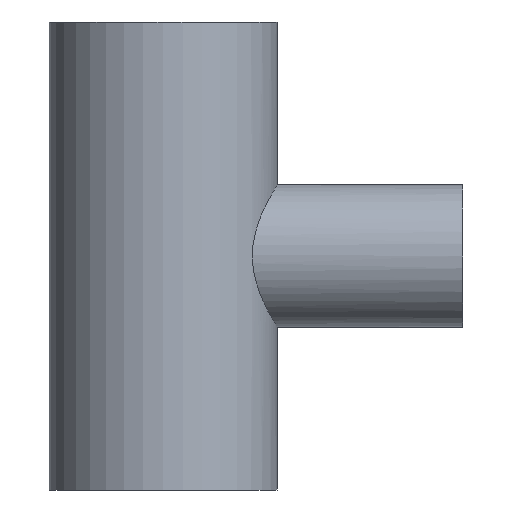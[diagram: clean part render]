
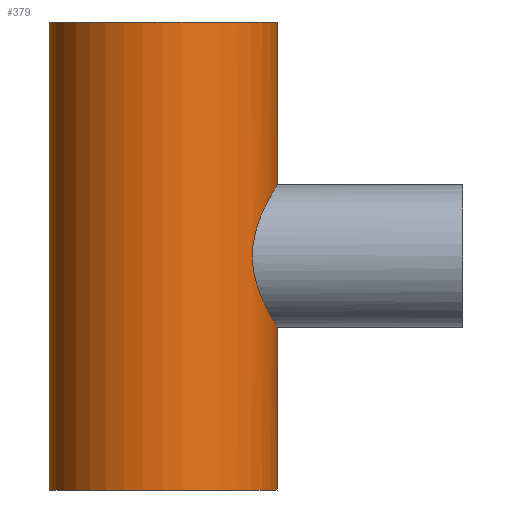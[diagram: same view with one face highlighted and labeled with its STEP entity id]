
A CAD part, front view. The second image highlights one B-rep face of the part: STEP entity #379.
In plain terms, the highlighted cylindrical face has radius 40 mm (diameter 80 mm), a partial arc.
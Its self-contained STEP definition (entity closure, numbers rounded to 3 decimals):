
#8 = CARTESIAN_POINT ( 'NONE',  ( 31.91, -24.122, -6.619 ) ) ;
#19 = CARTESIAN_POINT ( 'NONE',  ( 37.963, -12.683, 21.605 ) ) ;
#23 = CARTESIAN_POINT ( 'NONE',  ( 39.583, -5.816, 24.328 ) ) ;
#31 = CARTESIAN_POINT ( 'NONE',  ( 32.273, -23.633, -8.195 ) ) ;
#61 = VERTEX_POINT ( 'NONE', #420 ) ;
#81 = CARTESIAN_POINT ( 'NONE',  ( 31.75, -24.331, -5.805 ) ) ;
#96 = CARTESIAN_POINT ( 'NONE',  ( 40., 0., 82. ) ) ;
#99 = DIRECTION ( 'NONE',  ( 0., 0., -1. ) ) ;
#114 = CARTESIAN_POINT ( 'NONE',  ( 35.307, -18.808, 16.489 ) ) ;
#122 = CARTESIAN_POINT ( 'NONE',  ( 39.787, -4.203, -24.658 ) ) ;
#127 = CARTESIAN_POINT ( 'NONE',  ( 32.28, -23.624, 8.222 ) ) ;
#133 = EDGE_CURVE ( 'NONE', #738, #1205, #143, .T. ) ;
#142 = ORIENTED_EDGE ( 'NONE', *, *, #243, .F. ) ;
#143 = LINE ( 'NONE', #929, #944 ) ;
#171 = CARTESIAN_POINT ( 'NONE',  ( 36.417, -16.595, 18.765 ) ) ;
#178 = FACE_OUTER_BOUND ( 'NONE', #247, .T. ) ;
#198 = CARTESIAN_POINT ( 'NONE',  ( 39.973, -1.701, -24.956 ) ) ;
#213 = CARTESIAN_POINT ( 'NONE',  ( 39.479, -6.64, -24.159 ) ) ;
#219 = CARTESIAN_POINT ( 'NONE',  ( -40., 0., 82. ) ) ;
#226 = DIRECTION ( 'NONE',  ( 1., 0., 0. ) ) ;
#238 = DIRECTION ( 'NONE',  ( 0., 0., 1. ) ) ;
#243 = EDGE_CURVE ( 'NONE', #389, #738, #720, .T. ) ;
#247 = EDGE_LOOP ( 'NONE', ( #291, #142, #762, #479, #1081, #728 ) ) ;
#254 = VERTEX_POINT ( 'NONE', #977 ) ;
#256 = AXIS2_PLACEMENT_3D ( 'NONE', #814, #238, #1097 ) ;
#272 = CARTESIAN_POINT ( 'NONE',  ( 38.412, -11.27, -22.377 ) ) ;
#284 = VERTEX_POINT ( 'NONE', #937 ) ;
#291 = ORIENTED_EDGE ( 'NONE', *, *, #133, .F. ) ;
#302 = CARTESIAN_POINT ( 'NONE',  ( 39.154, -8.221, 23.624 ) ) ;
#312 = CARTESIAN_POINT ( 'NONE',  ( 35.587, -18.275, 17.078 ) ) ;
#324 = CARTESIAN_POINT ( 'NONE',  ( 40., 0., 25. ) ) ;
#326 = CARTESIAN_POINT ( 'NONE',  ( 36.958, -15.315, -19.776 ) ) ;
#379 = ADVANCED_FACE ( 'NONE', ( #178 ), #752, .T. ) ;
#387 = CARTESIAN_POINT ( 'NONE',  ( 0., 0., 82. ) ) ;
#389 = VERTEX_POINT ( 'NONE', #868 ) ;
#396 = CARTESIAN_POINT ( 'NONE',  ( 36.422, -16.54, -18.751 ) ) ;
#404 = CARTESIAN_POINT ( 'NONE',  ( 33.163, -22.37, -11.191 ) ) ;
#411 = CARTESIAN_POINT ( 'NONE',  ( 34.471, -20.294, 14.606 ) ) ;
#418 = CARTESIAN_POINT ( 'NONE',  ( 33.66, -21.635, 12.627 ) ) ;
#420 = CARTESIAN_POINT ( 'NONE',  ( 40., 0., -82. ) ) ;
#437 = AXIS2_PLACEMENT_3D ( 'NONE', #701, #797, #226 ) ;
#461 = CARTESIAN_POINT ( 'NONE',  ( 33.152, -22.396, 11.227 ) ) ;
#477 = DIRECTION ( 'NONE',  ( 0., 0., -1. ) ) ;
#479 = ORIENTED_EDGE ( 'NONE', *, *, #522, .T. ) ;
#489 = CARTESIAN_POINT ( 'NONE',  ( 33.671, -21.598, -12.617 ) ) ;
#500 = CARTESIAN_POINT ( 'NONE',  ( 31.295, -24.913, 2.127 ) ) ;
#515 = CARTESIAN_POINT ( 'NONE',  ( 34.888, -19.569, 15.564 ) ) ;
#522 = EDGE_CURVE ( 'NONE', #254, #61, #635, .T. ) ;
#540 = VECTOR ( 'NONE', #1178, 1000. ) ;
#555 = CARTESIAN_POINT ( 'NONE',  ( 36.008, -17.423, -17.933 ) ) ;
#563 = CARTESIAN_POINT ( 'NONE',  ( 40., 0., 82. ) ) ;
#566 = DIRECTION ( 'NONE',  ( -1., 0., 0. ) ) ;
#583 = CARTESIAN_POINT ( 'NONE',  ( 36.147, -17.132, -18.211 ) ) ;
#588 = LINE ( 'NONE', #219, #540 ) ;
#597 = CARTESIAN_POINT ( 'NONE',  ( 31.497, -24.658, 4.205 ) ) ;
#603 = CARTESIAN_POINT ( 'NONE',  ( 31.913, -24.118, 6.636 ) ) ;
#635 = CIRCLE ( 'NONE', #256, 40. ) ;
#654 = CARTESIAN_POINT ( 'NONE',  ( 31.269, -24.945, 1.707 ) ) ;
#664 = LINE ( 'NONE', #96, #723 ) ;
#683 = CARTESIAN_POINT ( 'NONE',  ( 38.983, -8.998, 23.339 ) ) ;
#694 = CARTESIAN_POINT ( 'NONE',  ( 36.557, -16.238, -19.013 ) ) ;
#701 = CARTESIAN_POINT ( 'NONE',  ( 0., 0., 82. ) ) ;
#707 = CARTESIAN_POINT ( 'NONE',  ( 40., -1.702, 25. ) ) ;
#709 = CARTESIAN_POINT ( 'NONE',  ( 37.96, -12.69, -21.599 ) ) ;
#720 = CIRCLE ( 'NONE', #437, 40. ) ;
#723 = VECTOR ( 'NONE', #477, 1000. ) ;
#728 = ORIENTED_EDGE ( 'NONE', *, *, #1128, .F. ) ;
#738 = VERTEX_POINT ( 'NONE', #563 ) ;
#751 = CARTESIAN_POINT ( 'NONE',  ( 31.224, -25.001, -1.685 ) ) ;
#752 = CYLINDRICAL_SURFACE ( 'NONE', #1108, 40. ) ;
#762 = ORIENTED_EDGE ( 'NONE', *, *, #1047, .T. ) ;
#775 = EDGE_CURVE ( 'NONE', #284, #61, #664, .T. ) ;
#792 = CARTESIAN_POINT ( 'NONE',  ( 34.747, -19.842, -15.292 ) ) ;
#796 = CARTESIAN_POINT ( 'NONE',  ( 39.456, -6.623, 24.121 ) ) ;
#797 = DIRECTION ( 'NONE',  ( 0., 0., 1. ) ) ;
#798 = CARTESIAN_POINT ( 'NONE',  ( 37.217, -14.677, -20.254 ) ) ;
#806 = CARTESIAN_POINT ( 'NONE',  ( 31.363, -24.831, -3.35 ) ) ;
#814 = CARTESIAN_POINT ( 'NONE',  ( 0., 0., -82. ) ) ;
#825 = DIRECTION ( 'NONE',  ( 0., 0., -1. ) ) ;
#848 = B_SPLINE_CURVE_WITH_KNOTS ( 'NONE', 3,
 ( #324, #707, #1170, #23, #796, #302, #683, #1078, #19, #985, #171, #312, #114, #515, #903, #411, #1052, #418, #461, #1195, #127, #603, #999, #597, #882, #500, #654, #1080, #978, #751, #806, #81, #8, #31, #1181, #992, #404, #489, #891, #792, #853, #555, #583, #396, #694, #326, #798, #709, #272, #1086, #213, #122, #950, #198, #1172, #1234 ),
 .UNSPECIFIED., .F., .F.,
 ( 4, 2, 2, 2, 2, 2, 2, 2, 2, 2, 2, 2, 2, 2, 2, 2, 2, 2, 2, 2, 2, 2, 2, 2, 2, 2, 2, 4 ),
 ( 0., 0.005, 0.008, 0.01, 0.015, 0.02, 0.023, 0.024, 0.025, 0.03, 0.033, 0.035, 0.038, 0.039, 0.04, 0.045, 0.048, 0.05, 0.053, 0.055, 0.06, 0.062, 0.063, 0.065, 0.07, 0.075, 0.078, 0.08 ),
 .UNSPECIFIED. ) ;
#853 = CARTESIAN_POINT ( 'NONE',  ( 35.311, -18.835, -16.517 ) ) ;
#868 = CARTESIAN_POINT ( 'NONE',  ( -40., 0., 82. ) ) ;
#882 = CARTESIAN_POINT ( 'NONE',  ( 31.396, -24.785, 3.381 ) ) ;
#891 = CARTESIAN_POINT ( 'NONE',  ( 33.936, -21.18, -13.305 ) ) ;
#903 = CARTESIAN_POINT ( 'NONE',  ( 34.748, -19.816, 15.247 ) ) ;
#929 = CARTESIAN_POINT ( 'NONE',  ( 40., 0., 82. ) ) ;
#937 = CARTESIAN_POINT ( 'NONE',  ( 40., 0., -25. ) ) ;
#944 = VECTOR ( 'NONE', #825, 1000. ) ;
#950 = CARTESIAN_POINT ( 'NONE',  ( 39.866, -3.378, -24.785 ) ) ;
#977 = CARTESIAN_POINT ( 'NONE',  ( -40., 0., -82. ) ) ;
#978 = CARTESIAN_POINT ( 'NONE',  ( 31.225, -25., 0.433 ) ) ;
#985 = CARTESIAN_POINT ( 'NONE',  ( 36.957, -15.369, 19.785 ) ) ;
#992 = CARTESIAN_POINT ( 'NONE',  ( 32.923, -22.721, -10.461 ) ) ;
#999 = CARTESIAN_POINT ( 'NONE',  ( 31.755, -24.324, 5.833 ) ) ;
#1027 = CARTESIAN_POINT ( 'NONE',  ( 40., 0., 25. ) ) ;
#1047 = EDGE_CURVE ( 'NONE', #389, #254, #588, .T. ) ;
#1052 = CARTESIAN_POINT ( 'NONE',  ( 34.334, -20.524, 14.28 ) ) ;
#1078 = CARTESIAN_POINT ( 'NONE',  ( 38.414, -11.261, 22.38 ) ) ;
#1080 = CARTESIAN_POINT ( 'NONE',  ( 31.234, -24.989, 0.86 ) ) ;
#1081 = ORIENTED_EDGE ( 'NONE', *, *, #775, .F. ) ;
#1086 = CARTESIAN_POINT ( 'NONE',  ( 39.179, -8.216, -23.67 ) ) ;
#1097 = DIRECTION ( 'NONE',  ( 1., 0., 0. ) ) ;
#1108 = AXIS2_PLACEMENT_3D ( 'NONE', #387, #99, #566 ) ;
#1128 = EDGE_CURVE ( 'NONE', #1205, #284, #848, .T. ) ;
#1170 = CARTESIAN_POINT ( 'NONE',  ( 39.892, -3.368, 24.828 ) ) ;
#1172 = CARTESIAN_POINT ( 'NONE',  ( 40., -0.845, -25. ) ) ;
#1178 = DIRECTION ( 'NONE',  ( 0., 0., -1. ) ) ;
#1181 = CARTESIAN_POINT ( 'NONE',  ( 32.478, -23.352, -8.963 ) ) ;
#1195 = CARTESIAN_POINT ( 'NONE',  ( 32.486, -23.341, 8.991 ) ) ;
#1205 = VERTEX_POINT ( 'NONE', #1027 ) ;
#1234 = CARTESIAN_POINT ( 'NONE',  ( 40., 0., -25. ) ) ;
